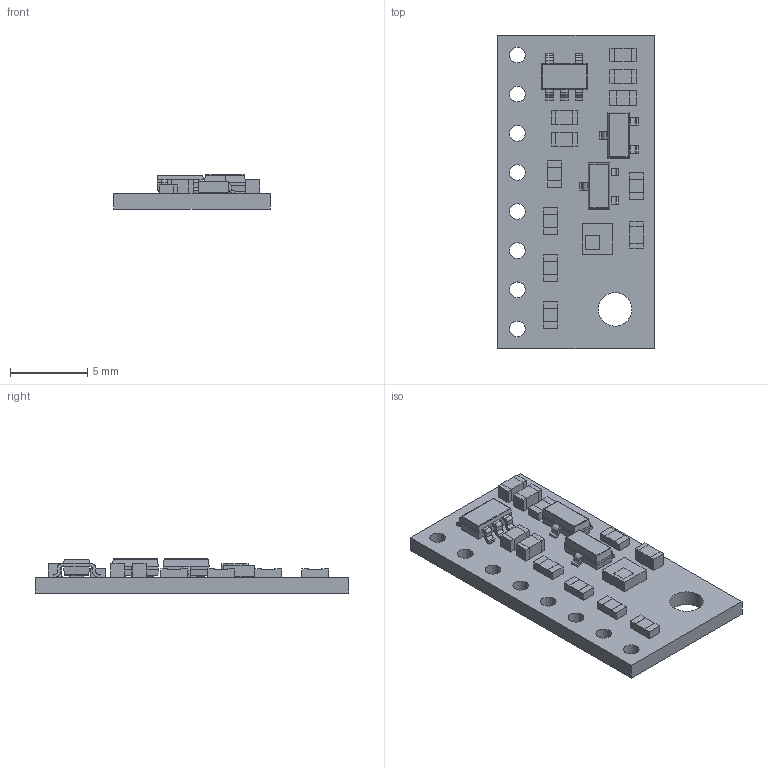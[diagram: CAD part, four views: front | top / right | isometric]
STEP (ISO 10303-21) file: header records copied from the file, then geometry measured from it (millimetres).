
FILE_DESCRIPTION (( 'STEP AP214' ), '1' );
FILE_NAME ('lps25hb-pressure-altitude-sensor-carrier-with-voltage-regulator-step.step', '2023-04-12T19:59:10', ( '' ), ( '' ), 'SwSTEP 2.0', 'SolidWorks 2023', '' );
FILE_SCHEMA (( 'AUTOMOTIVE_DESIGN' ));
Length unit declared in the file: millimetre
Products named in the file (1): lps25hb-pressure-altitude-sensor-carrier-with-voltage-regulator-step
Bounding box: 10.16 x 20.32 x 2.22 mm (x, y, z)
Volume: 229.6 mm3; surface area: 609.1 mm2
Topology: 1 solids, 1 shells, 799 faces, 2132 edges, 1384 vertices
Faces by surface type: plane 515, bspline 198, cylinder 86
Entity records: 40584 total; most frequent: CARTESIAN_POINT 13188, ORIENTED_EDGE 4264, DIRECTION 3010, EDGE_CURVE 2132, VECTOR 1558, LINE 1558, VERTEX_POINT 1384, EDGE_LOOP 900
